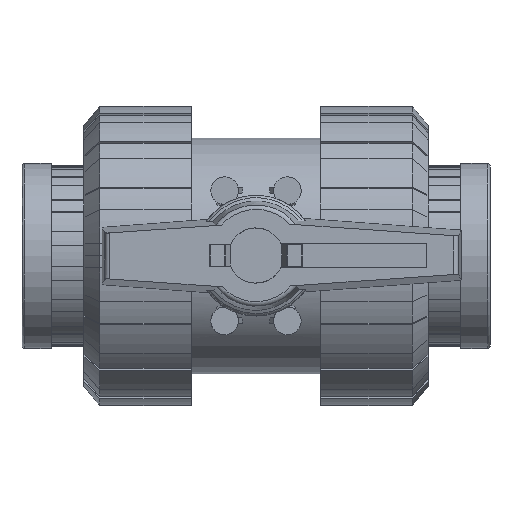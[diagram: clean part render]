
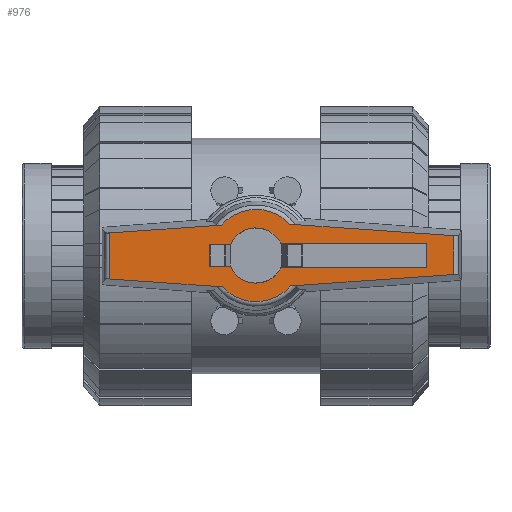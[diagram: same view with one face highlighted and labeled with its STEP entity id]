
A CAD part, top view. The second image highlights one B-rep face of the part: STEP entity #976.
In plain terms, the highlighted planar face has unit normal (0, 0, 1).
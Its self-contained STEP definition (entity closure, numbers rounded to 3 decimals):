
#976=ADVANCED_FACE('',(#2347,#2348),#2349,.T.);
#2347=FACE_BOUND('',#4191,.T.);
#2348=FACE_OUTER_BOUND('',#4192,.T.);
#2349=PLANE('',#4193);
#4191=EDGE_LOOP('',(#6720,#6721,#6722,#6723,#6724,#6725,#6726,#6727));
#4192=EDGE_LOOP('',(#6728,#6729,#6730,#6731,#6732,#6733,#6734,#6735));
#4193=AXIS2_PLACEMENT_3D('',#6736,#6737,#6738);
#6720=ORIENTED_EDGE('',*,*,#11635,.T.);
#6721=ORIENTED_EDGE('',*,*,#11706,.T.);
#6722=ORIENTED_EDGE('',*,*,#11813,.T.);
#6723=ORIENTED_EDGE('',*,*,#11821,.T.);
#6724=ORIENTED_EDGE('',*,*,#11617,.T.);
#6725=ORIENTED_EDGE('',*,*,#11557,.T.);
#6726=ORIENTED_EDGE('',*,*,#11548,.T.);
#6727=ORIENTED_EDGE('',*,*,#11626,.T.);
#6728=ORIENTED_EDGE('',*,*,#11770,.T.);
#6729=ORIENTED_EDGE('',*,*,#11925,.T.);
#6730=ORIENTED_EDGE('',*,*,#11867,.T.);
#6731=ORIENTED_EDGE('',*,*,#11874,.F.);
#6732=ORIENTED_EDGE('',*,*,#11802,.T.);
#6733=ORIENTED_EDGE('',*,*,#11905,.T.);
#6734=ORIENTED_EDGE('',*,*,#11848,.T.);
#6735=ORIENTED_EDGE('',*,*,#11855,.T.);
#6736=CARTESIAN_POINT('',(9.557,0.0,177.0));
#6737=DIRECTION('',(0.0,0.0,1.0));
#6738=DIRECTION('',(1.0,0.0,0.0));
#11548=EDGE_CURVE('',#13888,#13889,#13890,.T.);
#11557=EDGE_CURVE('',#13903,#13888,#13904,.T.);
#11617=EDGE_CURVE('',#14000,#13903,#14001,.T.);
#11626=EDGE_CURVE('',#13889,#14014,#14015,.T.);
#11635=EDGE_CURVE('',#14014,#14025,#14026,.T.);
#11706=EDGE_CURVE('',#14025,#14117,#14119,.T.);
#11770=EDGE_CURVE('',#14227,#14225,#14228,.T.);
#11802=EDGE_CURVE('',#14282,#14280,#14283,.T.);
#11813=EDGE_CURVE('',#14117,#14300,#14301,.T.);
#11821=EDGE_CURVE('',#14300,#14000,#14310,.T.);
#11848=EDGE_CURVE('',#14347,#14345,#14348,.T.);
#11855=EDGE_CURVE('',#14345,#14227,#14358,.T.);
#11867=EDGE_CURVE('',#14375,#14373,#14376,.T.);
#11874=EDGE_CURVE('',#14282,#14373,#14386,.T.);
#11905=EDGE_CURVE('',#14280,#14347,#14423,.T.);
#11925=EDGE_CURVE('',#14225,#14375,#14443,.T.);
#13888=VERTEX_POINT('',#17345);
#13889=VERTEX_POINT('',#17346);
#13890=LINE('',#17347,#17348);
#13903=VERTEX_POINT('',#17367);
#13904=LINE('',#17368,#17369);
#14000=VERTEX_POINT('',#17498);
#14001=CIRCLE('',#17499,11.429);
#14014=VERTEX_POINT('',#17514);
#14015=LINE('',#17515,#17516);
#14025=VERTEX_POINT('',#17531);
#14026=CIRCLE('',#17532,11.429);
#14117=VERTEX_POINT('',#17656);
#14119=LINE('',#17659,#17660);
#14225=VERTEX_POINT('',#17965);
#14227=VERTEX_POINT('',#17992);
#14228=LINE('',#17993,#17994);
#14280=VERTEX_POINT('',#18160);
#14282=VERTEX_POINT('',#18187);
#14283=LINE('',#18188,#18189);
#14300=VERTEX_POINT('',#18211);
#14301=LINE('',#18212,#18213);
#14310=LINE('',#18225,#18226);
#14345=VERTEX_POINT('',#18271);
#14347=VERTEX_POINT('',#18273);
#14348=LINE('',#18274,#18275);
#14358=LINE('',#18347,#18348);
#14373=VERTEX_POINT('',#18367);
#14375=VERTEX_POINT('',#18369);
#14376=LINE('',#18370,#18371);
#14386=LINE('',#18443,#18444);
#14423=CIRCLE('',#18553,19.113);
#14443=CIRCLE('',#18573,19.113);
#17345=CARTESIAN_POINT('',(70.833,5.0,177.0));
#17346=CARTESIAN_POINT('',(70.833,-5.0,177.0));
#17347=CARTESIAN_POINT('',(70.833,0.0,177.0));
#17348=VECTOR('',#23695,1.0);
#17367=CARTESIAN_POINT('',(10.277,5.0,177.0));
#17368=CARTESIAN_POINT('',(22.487,5.0,177.0));
#17369=VECTOR('',#23702,1.0);
#17498=CARTESIAN_POINT('',(-10.505,4.5,177.0));
#17499=AXIS2_PLACEMENT_3D('',#23790,#23791,#23792);
#17514=CARTESIAN_POINT('',(10.277,-5.0,177.0));
#17515=CARTESIAN_POINT('',(22.487,-5.0,177.0));
#17516=VECTOR('',#23807,1.0);
#17531=CARTESIAN_POINT('',(-10.505,-4.5,177.0));
#17532=AXIS2_PLACEMENT_3D('',#23813,#23814,#23815);
#17656=CARTESIAN_POINT('',(-19.333,-4.5,177.0));
#17659=CARTESIAN_POINT('',(-2.829,-4.5,177.0));
#17660=VECTOR('',#23883,1.0);
#17965=CARTESIAN_POINT('',(-14.032,-12.977,177.0));
#17992=CARTESIAN_POINT('',(-60.662,-9.716,177.0));
#17993=CARTESIAN_POINT('',(-4.413,-13.65,177.0));
#17994=VECTOR('',#23937,1.0);
#18160=CARTESIAN_POINT('',(14.032,12.977,177.0));
#18187=CARTESIAN_POINT('',(81.912,8.23,177.0));
#18188=CARTESIAN_POINT('',(43.917,10.887,177.0));
#18189=VECTOR('',#23965,1.0);
#18211=CARTESIAN_POINT('',(-19.333,4.5,177.0));
#18212=CARTESIAN_POINT('',(-19.333,6.75,177.0));
#18213=VECTOR('',#23980,1.0);
#18225=CARTESIAN_POINT('',(-2.829,4.5,177.0));
#18226=VECTOR('',#23987,1.0);
#18271=CARTESIAN_POINT('',(-60.662,9.362,177.0));
#18273=CARTESIAN_POINT('',(-14.373,12.599,177.0));
#18274=CARTESIAN_POINT('',(-3.135,13.384,177.0));
#18275=VECTOR('',#24019,1.0);
#18347=CARTESIAN_POINT('',(-60.662,18.0,177.0));
#18348=VECTOR('',#24021,1.0);
#18367=CARTESIAN_POINT('',(81.912,-7.876,177.0));
#18369=CARTESIAN_POINT('',(14.373,-12.599,177.0));
#18370=CARTESIAN_POINT('',(45.145,-10.447,177.0));
#18371=VECTOR('',#24035,1.0);
#18443=CARTESIAN_POINT('',(81.912,18.0,177.0));
#18444=VECTOR('',#24037,1.0);
#18553=AXIS2_PLACEMENT_3D('',#24072,#24073,#24074);
#18573=AXIS2_PLACEMENT_3D('',#24099,#24100,#24101);
#23695=DIRECTION('',(0.0,-1.0,0.0));
#23702=DIRECTION('',(1.0,0.0,-0.0));
#23790=CARTESIAN_POINT('',(0.0,0.0,177.0));
#23791=DIRECTION('',(0.0,0.0,-1.0));
#23792=DIRECTION('',(1.0,0.0,0.0));
#23807=DIRECTION('',(-1.0,0.0,0.0));
#23813=CARTESIAN_POINT('',(0.0,0.0,177.0));
#23814=DIRECTION('',(0.0,0.0,-1.0));
#23815=DIRECTION('',(1.0,0.0,0.0));
#23883=DIRECTION('',(-1.0,0.0,0.0));
#23937=DIRECTION('',(0.998,-0.07,0.0));
#23965=DIRECTION('',(-0.998,0.07,0.0));
#23980=DIRECTION('',(0.0,1.0,-0.0));
#23987=DIRECTION('',(1.0,0.0,0.0));
#24019=DIRECTION('',(-0.998,-0.07,0.0));
#24021=DIRECTION('',(0.0,-1.0,0.0));
#24035=DIRECTION('',(0.998,0.07,-0.0));
#24037=DIRECTION('',(0.0,-1.0,0.0));
#24072=CARTESIAN_POINT('',(0.0,0.0,177.0));
#24073=DIRECTION('',(0.0,0.0,1.0));
#24074=DIRECTION('',(1.0,0.0,0.0));
#24099=CARTESIAN_POINT('',(0.0,0.0,177.0));
#24100=DIRECTION('',(0.0,0.0,1.0));
#24101=DIRECTION('',(1.0,0.0,0.0));
